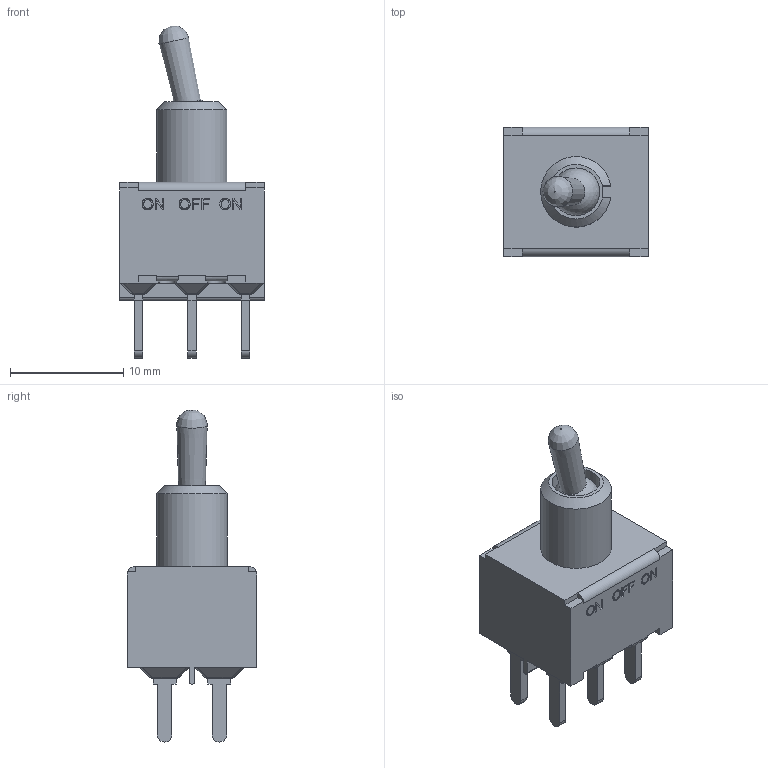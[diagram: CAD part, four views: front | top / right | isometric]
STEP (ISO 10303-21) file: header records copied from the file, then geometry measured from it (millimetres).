
FILE_DESCRIPTION((' '),'2;1');
FILE_NAME('100DPxT2B3M2xE.stp','2017-07-28T15:33:24',(' '),(' '),' ','ACIS',' ');
FILE_SCHEMA(('CONFIG_CONTROL_DESIGN'));
Length unit declared in the file: inch
Products named in the file (1): 100DPxT2B3M2xE.stp
Bounding box: 12.7 x 11.43 x 29.25 mm (x, y, z)
Volume: 902 mm3; surface area: 1891 mm2
Topology: 2 solids, 3 shells, 420 faces, 1071 edges, 682 vertices
Faces by surface type: plane 301, cylinder 67, sphere 25, bspline 25, cone 2
Full cylindrical faces by diameter (mm): 4.2 x1
Entity records: 12733 total; most frequent: CARTESIAN_POINT 2576, ORIENTED_EDGE 2128, DIRECTION 1966, EDGE_CURVE 1064, VECTOR 850, LINE 850, VERTEX_POINT 679, AXIS2_PLACEMENT_3D 558
